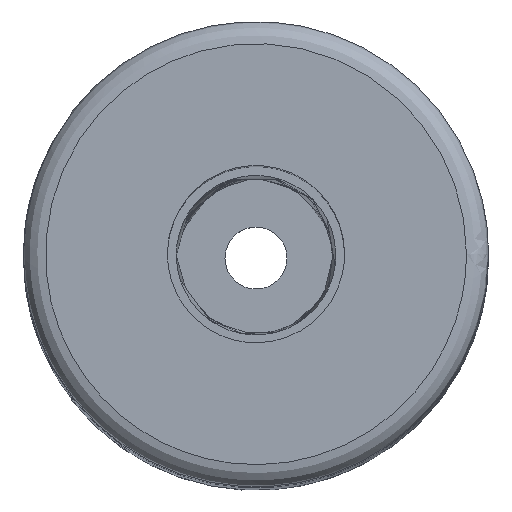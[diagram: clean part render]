
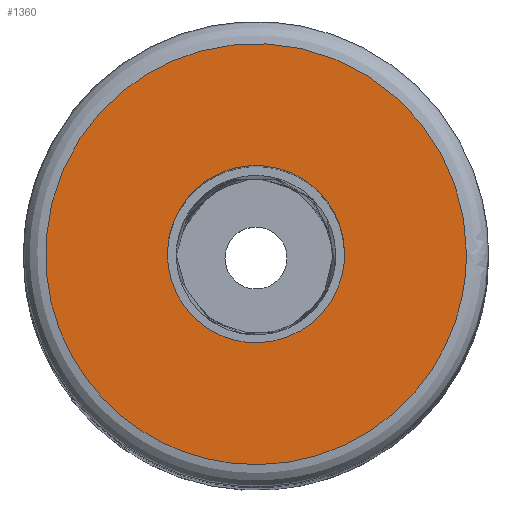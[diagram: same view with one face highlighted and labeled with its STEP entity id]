
A CAD part, top view. The second image highlights one B-rep face of the part: STEP entity #1360.
In plain terms, the highlighted free-form (B-spline) face has degree [1, 1] with [2, 2] control points.
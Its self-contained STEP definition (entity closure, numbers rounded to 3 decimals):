
#1360 = ADVANCED_FACE('',(#1361,#1375),#1389,.T.);
#1361 = FACE_BOUND('',#1362,.T.);
#1362 = EDGE_LOOP('',(#1363));
#1363 = ORIENTED_EDGE('',*,*,#1364,.T.);
#1364 = EDGE_CURVE('',#1365,#1365,#1367,.T.);
#1365 = VERTEX_POINT('',#1366);
#1366 = CARTESIAN_POINT('',(5.01,0.,49.789));
#1367 = ( BOUNDED_CURVE() B_SPLINE_CURVE(2,(#1368,#1369,#1370,#1371,
#1372,#1373,#1374),.UNSPECIFIED.,.T.,.F.) B_SPLINE_CURVE_WITH_KNOTS((1,2
    ,2,2,2,1),(-2.094,0.,2.094,4.189,
6.283,8.378),.UNSPECIFIED.) CURVE() 
GEOMETRIC_REPRESENTATION_ITEM() RATIONAL_B_SPLINE_CURVE((1.,0.5,1.,0.5,
1.,0.5,1.)) REPRESENTATION_ITEM('') );
#1368 = CARTESIAN_POINT('',(5.01,0.,49.789));
#1369 = CARTESIAN_POINT('',(5.01,8.678,
    49.789));
#1370 = CARTESIAN_POINT('',(-2.505,4.339,
    49.789));
#1371 = CARTESIAN_POINT('',(-10.021,0.,
    49.789));
#1372 = CARTESIAN_POINT('',(-2.505,-4.339,
    49.789));
#1373 = CARTESIAN_POINT('',(5.01,-8.678,
    49.789));
#1374 = CARTESIAN_POINT('',(5.01,0.,49.789));
#1375 = FACE_BOUND('',#1376,.T.);
#1376 = EDGE_LOOP('',(#1377));
#1377 = ORIENTED_EDGE('',*,*,#1378,.F.);
#1378 = EDGE_CURVE('',#1379,#1379,#1381,.T.);
#1379 = VERTEX_POINT('',#1380);
#1380 = CARTESIAN_POINT('',(2.11,0.,49.789));
#1381 = ( BOUNDED_CURVE() B_SPLINE_CURVE(2,(#1382,#1383,#1384,#1385,
#1386,#1387,#1388),.UNSPECIFIED.,.T.,.F.) B_SPLINE_CURVE_WITH_KNOTS((1,2
    ,2,2,2,1),(-2.094,0.,2.094,4.189,
6.283,8.378),.UNSPECIFIED.) CURVE() 
GEOMETRIC_REPRESENTATION_ITEM() RATIONAL_B_SPLINE_CURVE((1.,0.5,1.,0.5,
1.,0.5,1.)) REPRESENTATION_ITEM('') );
#1382 = CARTESIAN_POINT('',(2.11,0.,49.789));
#1383 = CARTESIAN_POINT('',(2.11,3.654,
    49.789));
#1384 = CARTESIAN_POINT('',(-1.055,1.827,
    49.789));
#1385 = CARTESIAN_POINT('',(-4.219,0.,
    49.789));
#1386 = CARTESIAN_POINT('',(-1.055,-1.827,
    49.789));
#1387 = CARTESIAN_POINT('',(2.11,-3.654,
    49.789));
#1388 = CARTESIAN_POINT('',(2.11,0.,49.789));
#1389 = B_SPLINE_SURFACE_WITH_KNOTS('',1,1,(
    (#1390,#1391)
    ,(#1392,#1393
    )),.UNSPECIFIED.,.F.,.F.,.F.,(2,2),(2,2),(-4.75,4.75),(-4.75,4.75),
  .PIECEWISE_BEZIER_KNOTS.);
#1390 = CARTESIAN_POINT('',(-5.01,-5.01,
    49.789));
#1391 = CARTESIAN_POINT('',(-5.01,5.01,
    49.789));
#1392 = CARTESIAN_POINT('',(5.01,-5.01,
    49.789));
#1393 = CARTESIAN_POINT('',(5.01,5.01,
    49.789));
